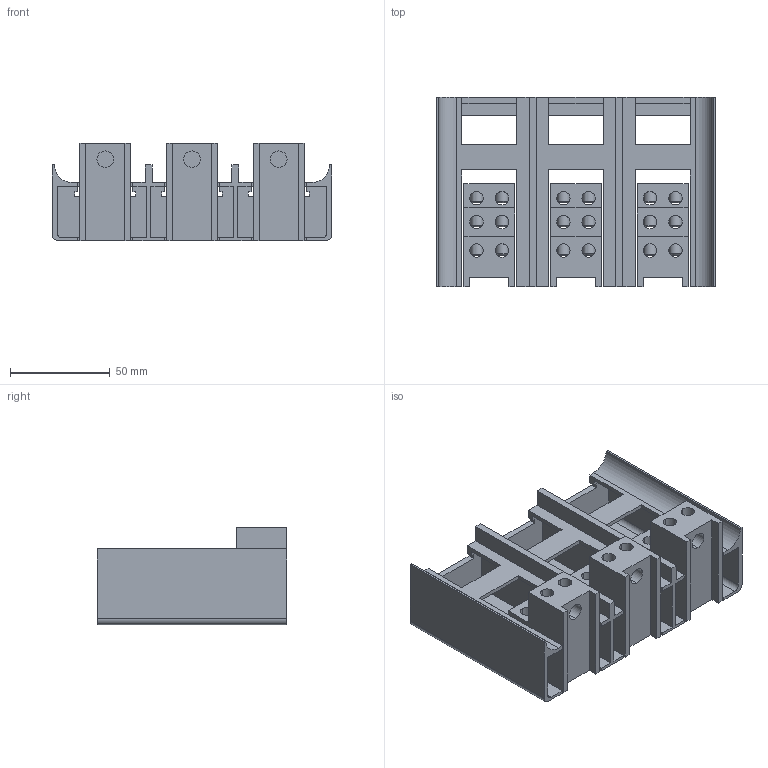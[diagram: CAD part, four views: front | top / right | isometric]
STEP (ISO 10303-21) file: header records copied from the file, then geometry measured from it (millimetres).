
FILE_DESCRIPTION (( 'STEP AP203' ), '1' );
FILE_NAME ('3TA400K6K.step', '2021-02-09T16:44:53', ( '' ), ( '' ), 'SwSTEP 2.0', 'SolidWorks 2019', '' );
FILE_SCHEMA (( 'CONFIG_CONTROL_DESIGN' ));
Length unit declared in the file: inch
Products named in the file (3): 3TA400K6K_2; 3TA400K6K; 3TA400K6K_1
Assembly tree (4 placements, depth 2):
  3TA400K6K
    3TA400K6K_2
    3TA400K6K_1  x3
Bounding box: 140.49 x 95.25 x 49 mm (x, y, z)
Volume: 175572.9 mm3; surface area: 103399.5 mm2
Topology: 22 solids, 22 shells, 475 faces, 1230 edges, 796 vertices
Faces by surface type: plane 283, cylinder 120, cone 72
Entity records: 7495 total; most frequent: CARTESIAN_POINT 1638, ORIENTED_EDGE 1164, DIRECTION 1098, EDGE_CURVE 582, VECTOR 458, LINE 458, VERTEX_POINT 380, AXIS2_PLACEMENT_3D 320
